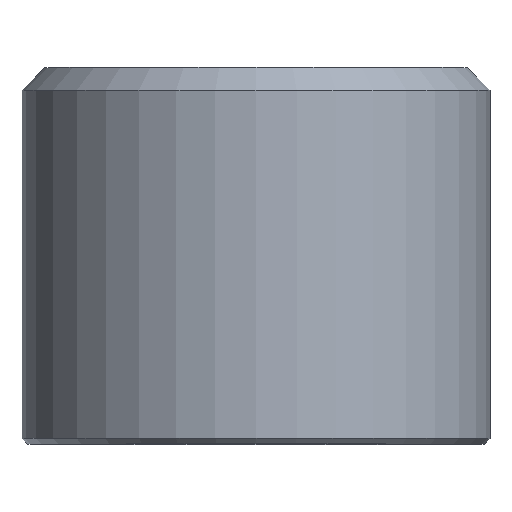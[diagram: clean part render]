
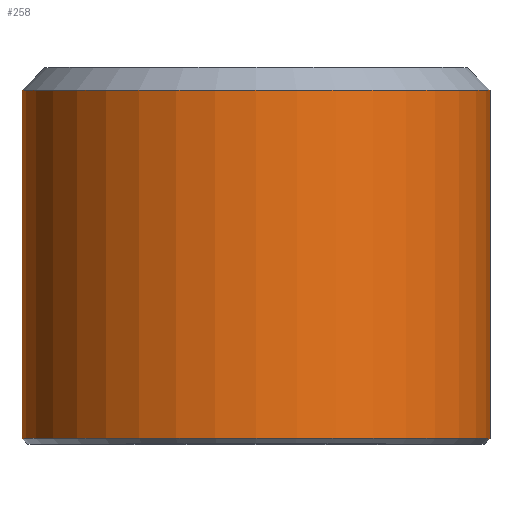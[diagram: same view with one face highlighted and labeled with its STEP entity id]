
A CAD part, top view. The second image highlights one B-rep face of the part: STEP entity #258.
In plain terms, the highlighted cylindrical face has radius 20.5 mm (diameter 41 mm), a full revolution.
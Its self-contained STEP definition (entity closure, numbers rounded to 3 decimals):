
#20=CYLINDRICAL_SURFACE('',#296,20.5);
#46=FACE_OUTER_BOUND('',#67,.T.);
#67=EDGE_LOOP('',(#226,#227,#228,#229));
#84=LINE('',#456,#96);
#96=VECTOR('',#380,20.5);
#116=CIRCLE('',#295,20.5);
#117=CIRCLE('',#297,20.5);
#137=VERTEX_POINT('',#451);
#138=VERTEX_POINT('',#455);
#168=EDGE_CURVE('',#137,#137,#116,.T.);
#169=EDGE_CURVE('',#137,#138,#84,.T.);
#170=EDGE_CURVE('',#138,#138,#117,.T.);
#226=ORIENTED_EDGE('',*,*,#168,.T.);
#227=ORIENTED_EDGE('',*,*,#169,.T.);
#228=ORIENTED_EDGE('',*,*,#170,.T.);
#229=ORIENTED_EDGE('',*,*,#169,.F.);
#258=ADVANCED_FACE('',(#46),#20,.T.);
#295=AXIS2_PLACEMENT_3D('',#453,#376,#377);
#296=AXIS2_PLACEMENT_3D('',#454,#378,#379);
#297=AXIS2_PLACEMENT_3D('',#457,#381,#382);
#376=DIRECTION('center_axis',(0.,1.,0.));
#377=DIRECTION('ref_axis',(1.,0.,0.));
#378=DIRECTION('center_axis',(0.,1.,0.));
#379=DIRECTION('ref_axis',(1.,0.,0.));
#380=DIRECTION('',(0.,1.,0.));
#381=DIRECTION('center_axis',(0.,-1.,0.));
#382=DIRECTION('ref_axis',(1.,0.,0.));
#451=CARTESIAN_POINT('',(-139.5,40.,22.5));
#453=CARTESIAN_POINT('Origin',(-119.,40.,22.5));
#454=CARTESIAN_POINT('Origin',(-119.,72.5,22.5));
#455=CARTESIAN_POINT('',(-139.5,70.5,22.5));
#456=CARTESIAN_POINT('',(-139.5,72.5,22.5));
#457=CARTESIAN_POINT('Origin',(-119.,70.5,22.5));
